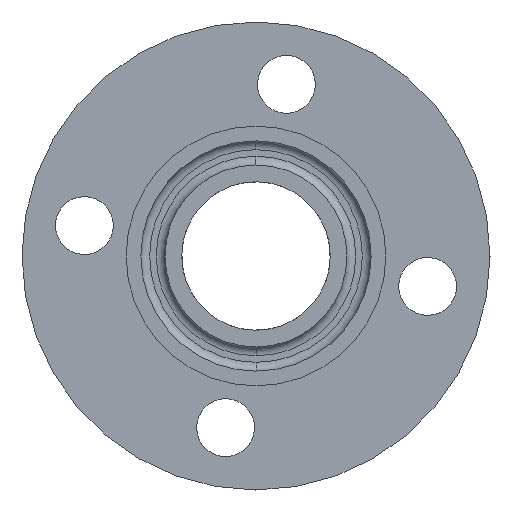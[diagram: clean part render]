
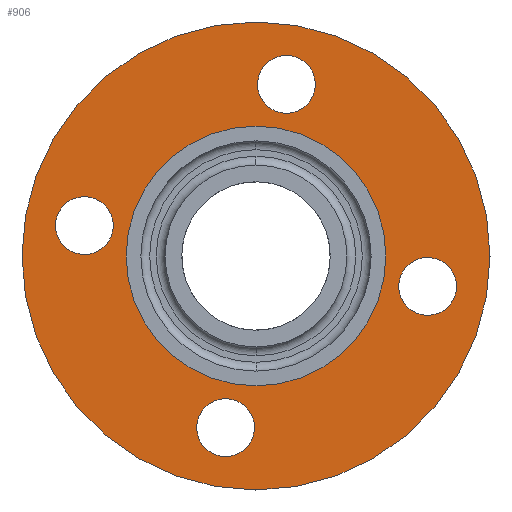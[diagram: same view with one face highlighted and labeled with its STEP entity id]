
A CAD part, left-side view. The second image highlights one B-rep face of the part: STEP entity #906.
In plain terms, the highlighted planar face has unit normal (-1, 0, 0).
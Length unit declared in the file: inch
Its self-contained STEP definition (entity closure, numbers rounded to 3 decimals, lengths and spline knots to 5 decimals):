
#3 = CARTESIAN_POINT ( 'NONE',  ( 1.70453, 2.33847, 0.41493 ) ) ;
#41 = DIRECTION ( 'NONE',  ( 0., 0.175, -0.985 ) ) ;
#42 = CARTESIAN_POINT ( 'NONE',  ( 1.70453, -2.33847, -0.41493 ) ) ;
#83 = EDGE_CURVE ( 'NONE', #517, #1248, #274, .T. ) ;
#88 = CIRCLE ( 'NONE', #1072, 0.3937 ) ;
#99 = CARTESIAN_POINT ( 'NONE',  ( 1.70453, 2.40726, 0.02729 ) ) ;
#100 = AXIS2_PLACEMENT_3D ( 'NONE', #805, #935, #784 ) ;
#119 = ORIENTED_EDGE ( 'NONE', *, *, #757, .F. ) ;
#120 = CARTESIAN_POINT ( 'NONE',  ( 1.70453, -0.26825, 1.51182 ) ) ;
#196 = CIRCLE ( 'NONE', #744, 0.3937 ) ;
#216 = CIRCLE ( 'NONE', #641, 0.3937 ) ;
#220 = EDGE_CURVE ( 'NONE', #821, #746, #196, .T. ) ;
#221 = DIRECTION ( 'NONE',  ( 0., -0.175, 0.985 ) ) ;
#223 = CARTESIAN_POINT ( 'NONE',  ( 1.70453, -0.48371, 2.72612 ) ) ;
#239 = CIRCLE ( 'NONE', #1023, 1.53543 ) ;
#263 = CARTESIAN_POINT ( 'NONE',  ( 1.70453, 0.55714, -3.13993 ) ) ;
#265 = EDGE_CURVE ( 'NONE', #746, #821, #762, .T. ) ;
#273 = CIRCLE ( 'NONE', #869, 3.18898 ) ;
#274 = CIRCLE ( 'NONE', #100, 0.3937 ) ;
#279 = CARTESIAN_POINT ( 'NONE',  ( 1.70453, 0., 0. ) ) ;
#283 = ORIENTED_EDGE ( 'NONE', *, *, #1261, .T. ) ;
#285 = DIRECTION ( 'NONE',  ( 1., 0., 0. ) ) ;
#288 = DIRECTION ( 'NONE',  ( 0., 0.175, -0.985 ) ) ;
#304 = DIRECTION ( 'NONE',  ( 1., 0., 0. ) ) ;
#313 = DIRECTION ( 'NONE',  ( 0., -0.175, 0.985 ) ) ;
#315 = PLANE ( 'NONE',  #989 ) ;
#317 = EDGE_LOOP ( 'NONE', ( #1077, #1510 ) ) ;
#323 = DIRECTION ( 'NONE',  ( 0., 0.175, -0.985 ) ) ;
#325 = VERTEX_POINT ( 'NONE', #120 ) ;
#334 = ORIENTED_EDGE ( 'NONE', *, *, #1157, .T. ) ;
#336 = EDGE_LOOP ( 'NONE', ( #283, #362 ) ) ;
#340 = DIRECTION ( 'NONE',  ( 1., 0., 0. ) ) ;
#347 = CARTESIAN_POINT ( 'NONE',  ( 1.70453, 0.48371, -2.72612 ) ) ;
#362 = ORIENTED_EDGE ( 'NONE', *, *, #456, .T. ) ;
#368 = DIRECTION ( 'NONE',  ( 0., -0.175, 0.985 ) ) ;
#369 = CARTESIAN_POINT ( 'NONE',  ( 1.70453, -2.62047, -3.70376 ) ) ;
#392 = AXIS2_PLACEMENT_3D ( 'NONE', #553, #910, #41 ) ;
#394 = DIRECTION ( 'NONE',  ( -1., 0., 0. ) ) ;
#396 = ORIENTED_EDGE ( 'NONE', *, *, #220, .T. ) ;
#405 = EDGE_LOOP ( 'NONE', ( #741, #396 ) ) ;
#449 = EDGE_CURVE ( 'NONE', #1321, #325, #239, .T. ) ;
#456 = EDGE_CURVE ( 'NONE', #1079, #894, #216, .T. ) ;
#469 = CIRCLE ( 'NONE', #1118, 0.3937 ) ;
#487 = CARTESIAN_POINT ( 'NONE',  ( 1.70453, -2.26969, -0.80258 ) ) ;
#514 = ORIENTED_EDGE ( 'NONE', *, *, #851, .F. ) ;
#517 = VERTEX_POINT ( 'NONE', #1076 ) ;
#553 = CARTESIAN_POINT ( 'NONE',  ( 1.70453, 0., 0. ) ) ;
#558 = EDGE_LOOP ( 'NONE', ( #839, #837 ) ) ;
#563 = DIRECTION ( 'NONE',  ( 0., -0.175, 0.985 ) ) ;
#613 = DIRECTION ( 'NONE',  ( 1., 0., 0. ) ) ;
#614 = DIRECTION ( 'NONE',  ( 0., -0.175, 0.985 ) ) ;
#624 = CARTESIAN_POINT ( 'NONE',  ( 1.70453, 0., 0. ) ) ;
#627 = DIRECTION ( 'NONE',  ( 1., 0., 0. ) ) ;
#628 = DIRECTION ( 'NONE',  ( 0., 0.175, -0.985 ) ) ;
#635 = CARTESIAN_POINT ( 'NONE',  ( 1.70453, -0.41493, 2.33847 ) ) ;
#641 = AXIS2_PLACEMENT_3D ( 'NONE', #811, #613, #614 ) ;
#699 = VERTEX_POINT ( 'NONE', #1123 ) ;
#740 = ORIENTED_EDGE ( 'NONE', *, *, #1423, .T. ) ;
#741 = ORIENTED_EDGE ( 'NONE', *, *, #265, .T. ) ;
#744 = AXIS2_PLACEMENT_3D ( 'NONE', #1488, #1466, #885 ) ;
#746 = VERTEX_POINT ( 'NONE', #874 ) ;
#754 = FACE_BOUND ( 'NONE', #336, .T. ) ;
#755 = FACE_OUTER_BOUND ( 'NONE', #823, .T. ) ;
#757 = EDGE_CURVE ( 'NONE', #1233, #930, #273, .T. ) ;
#762 = CIRCLE ( 'NONE', #1278, 0.3937 ) ;
#775 = FACE_BOUND ( 'NONE', #1368, .T. ) ;
#784 = DIRECTION ( 'NONE',  ( 0., -0.175, 0.985 ) ) ;
#805 = CARTESIAN_POINT ( 'NONE',  ( 1.70453, 2.33847, 0.41493 ) ) ;
#811 = CARTESIAN_POINT ( 'NONE',  ( 1.70453, -0.41493, 2.33847 ) ) ;
#821 = VERTEX_POINT ( 'NONE', #487 ) ;
#823 = EDGE_LOOP ( 'NONE', ( #514, #119 ) ) ;
#830 = DIRECTION ( 'NONE',  ( 0., -0.175, 0.985 ) ) ;
#837 = ORIENTED_EDGE ( 'NONE', *, *, #979, .T. ) ;
#839 = ORIENTED_EDGE ( 'NONE', *, *, #83, .T. ) ;
#851 = EDGE_CURVE ( 'NONE', #930, #1233, #1020, .T. ) ;
#869 = AXIS2_PLACEMENT_3D ( 'NONE', #624, #627, #628 ) ;
#874 = CARTESIAN_POINT ( 'NONE',  ( 1.70453, -2.40726, -0.02729 ) ) ;
#879 = CARTESIAN_POINT ( 'NONE',  ( 1.70453, 0.41493, -2.33847 ) ) ;
#885 = DIRECTION ( 'NONE',  ( 0., -0.175, 0.985 ) ) ;
#894 = VERTEX_POINT ( 'NONE', #223 ) ;
#906 = ADVANCED_FACE ( 'NONE', ( #954, #953, #775, #1000, #754, #755 ), #315, .T. ) ;
#910 = DIRECTION ( 'NONE',  ( 1., 0., 0. ) ) ;
#930 = VERTEX_POINT ( 'NONE', #263 ) ;
#935 = DIRECTION ( 'NONE',  ( 1., 0., 0. ) ) ;
#938 = DIRECTION ( 'NONE',  ( 1., 0., 0. ) ) ;
#947 = DIRECTION ( 'NONE',  ( 1., 0., 0. ) ) ;
#953 = FACE_BOUND ( 'NONE', #558, .T. ) ;
#954 = FACE_BOUND ( 'NONE', #317, .T. ) ;
#963 = DIRECTION ( 'NONE',  ( 1., 0., 0. ) ) ;
#964 = CARTESIAN_POINT ( 'NONE',  ( 1.70453, -0.34615, 1.95083 ) ) ;
#967 = AXIS2_PLACEMENT_3D ( 'NONE', #1373, #938, #1163 ) ;
#968 = CIRCLE ( 'NONE', #1206, 0.3937 ) ;
#979 = EDGE_CURVE ( 'NONE', #1248, #517, #469, .T. ) ;
#980 = CIRCLE ( 'NONE', #392, 1.53543 ) ;
#989 = AXIS2_PLACEMENT_3D ( 'NONE', #369, #394, #221 ) ;
#1000 = FACE_BOUND ( 'NONE', #405, .T. ) ;
#1020 = CIRCLE ( 'NONE', #1493, 3.18898 ) ;
#1023 = AXIS2_PLACEMENT_3D ( 'NONE', #1193, #947, #323 ) ;
#1031 = EDGE_CURVE ( 'NONE', #325, #1321, #980, .T. ) ;
#1072 = AXIS2_PLACEMENT_3D ( 'NONE', #879, #963, #830 ) ;
#1076 = CARTESIAN_POINT ( 'NONE',  ( 1.70453, 2.26969, 0.80258 ) ) ;
#1077 = ORIENTED_EDGE ( 'NONE', *, *, #449, .T. ) ;
#1079 = VERTEX_POINT ( 'NONE', #964 ) ;
#1083 = VERTEX_POINT ( 'NONE', #347 ) ;
#1095 = DIRECTION ( 'NONE',  ( 1., 0., 0. ) ) ;
#1118 = AXIS2_PLACEMENT_3D ( 'NONE', #3, #304, #563 ) ;
#1123 = CARTESIAN_POINT ( 'NONE',  ( 1.70453, 0.34615, -1.95083 ) ) ;
#1153 = CARTESIAN_POINT ( 'NONE',  ( 1.70453, -0.55714, 3.13993 ) ) ;
#1157 = EDGE_CURVE ( 'NONE', #699, #1083, #88, .T. ) ;
#1163 = DIRECTION ( 'NONE',  ( 0., -0.175, 0.985 ) ) ;
#1193 = CARTESIAN_POINT ( 'NONE',  ( 1.70453, 0., 0. ) ) ;
#1206 = AXIS2_PLACEMENT_3D ( 'NONE', #635, #1095, #368 ) ;
#1214 = CARTESIAN_POINT ( 'NONE',  ( 1.70453, 0.26825, -1.51182 ) ) ;
#1233 = VERTEX_POINT ( 'NONE', #1153 ) ;
#1248 = VERTEX_POINT ( 'NONE', #99 ) ;
#1261 = EDGE_CURVE ( 'NONE', #894, #1079, #968, .T. ) ;
#1278 = AXIS2_PLACEMENT_3D ( 'NONE', #42, #340, #313 ) ;
#1321 = VERTEX_POINT ( 'NONE', #1214 ) ;
#1368 = EDGE_LOOP ( 'NONE', ( #334, #740 ) ) ;
#1373 = CARTESIAN_POINT ( 'NONE',  ( 1.70453, 0.41493, -2.33847 ) ) ;
#1423 = EDGE_CURVE ( 'NONE', #1083, #699, #1441, .T. ) ;
#1441 = CIRCLE ( 'NONE', #967, 0.3937 ) ;
#1466 = DIRECTION ( 'NONE',  ( 1., 0., 0. ) ) ;
#1488 = CARTESIAN_POINT ( 'NONE',  ( 1.70453, -2.33847, -0.41493 ) ) ;
#1493 = AXIS2_PLACEMENT_3D ( 'NONE', #279, #285, #288 ) ;
#1510 = ORIENTED_EDGE ( 'NONE', *, *, #1031, .T. ) ;
